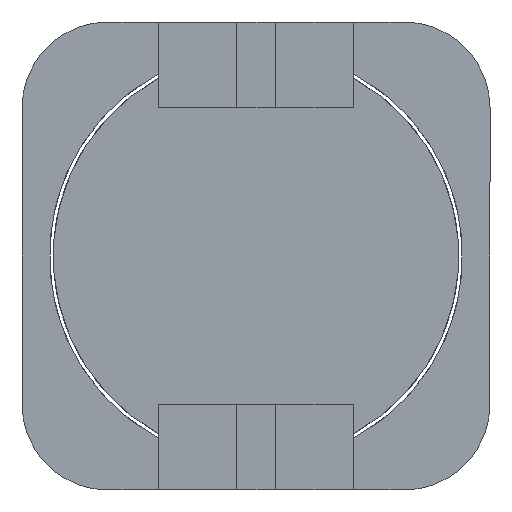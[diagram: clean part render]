
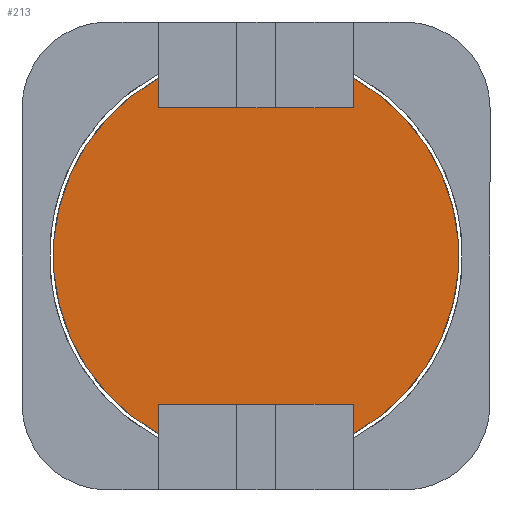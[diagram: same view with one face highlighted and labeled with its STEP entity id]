
A CAD part, front view. The second image highlights one B-rep face of the part: STEP entity #213.
In plain terms, the highlighted planar face has unit normal (0, -1, 0).
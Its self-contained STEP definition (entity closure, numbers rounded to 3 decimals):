
#14 = CIRCLE ( 'NONE', #85, 5.2 ) ;
#16 = CARTESIAN_POINT ( 'NONE',  ( 3.5, 0., 6. ) ) ;
#37 = LINE ( 'NONE', #1464, #980 ) ;
#49 = CARTESIAN_POINT ( 'NONE',  ( 3.5, 0., 6. ) ) ;
#51 = CARTESIAN_POINT ( 'NONE',  ( 8.5, 0., 2.2 ) ) ;
#53 = DIRECTION ( 'NONE',  ( 0., 0., 1. ) ) ;
#67 = LINE ( 'NONE', #1667, #601 ) ;
#85 = AXIS2_PLACEMENT_3D ( 'NONE', #1905, #2203, #433 ) ;
#128 = VERTEX_POINT ( 'NONE', #1781 ) ;
#139 = ORIENTED_EDGE ( 'NONE', *, *, #819, .F. ) ;
#192 = VERTEX_POINT ( 'NONE', #1951 ) ;
#213 = ADVANCED_FACE ( 'NONE', ( #1290 ), #604, .F. ) ;
#230 = AXIS2_PLACEMENT_3D ( 'NONE', #1483, #593, #53 ) ;
#271 = DIRECTION ( 'NONE',  ( 0., 1., 0. ) ) ;
#362 = CARTESIAN_POINT ( 'NONE',  ( -7.341, 0., 2.2 ) ) ;
#433 = DIRECTION ( 'NONE',  ( 0., 0., 1. ) ) ;
#455 = EDGE_CURVE ( 'NONE', #1985, #128, #1624, .T. ) ;
#504 = LINE ( 'NONE', #16, #1197 ) ;
#593 = DIRECTION ( 'NONE',  ( 0., 1., 0. ) ) ;
#601 = VECTOR ( 'NONE', #950, 1000. ) ;
#604 = PLANE ( 'NONE',  #629 ) ;
#611 = EDGE_CURVE ( 'NONE', #2106, #2255, #1088, .T. ) ;
#629 = AXIS2_PLACEMENT_3D ( 'NONE', #1501, #271, #1328 ) ;
#711 = DIRECTION ( 'NONE',  ( 0., 0., -1. ) ) ;
#819 = EDGE_CURVE ( 'NONE', #2106, #1419, #14, .T. ) ;
#854 = VECTOR ( 'NONE', #2037, 1000. ) ;
#906 = ORIENTED_EDGE ( 'NONE', *, *, #1791, .F. ) ;
#909 = CARTESIAN_POINT ( 'NONE',  ( 3.5, 0., 1.44 ) ) ;
#936 = EDGE_CURVE ( 'NONE', #192, #2082, #504, .T. ) ;
#950 = DIRECTION ( 'NONE',  ( 0., 0., 1. ) ) ;
#956 = EDGE_CURVE ( 'NONE', #128, #1968, #1432, .T. ) ;
#980 = VECTOR ( 'NONE', #1341, 1000. ) ;
#999 = ORIENTED_EDGE ( 'NONE', *, *, #936, .F. ) ;
#1009 = VECTOR ( 'NONE', #1795, 1000. ) ;
#1027 = EDGE_CURVE ( 'NONE', #1985, #192, #1558, .T. ) ;
#1069 = ORIENTED_EDGE ( 'NONE', *, *, #455, .T. ) ;
#1088 = LINE ( 'NONE', #1235, #1009 ) ;
#1115 = ORIENTED_EDGE ( 'NONE', *, *, #956, .T. ) ;
#1153 = CARTESIAN_POINT ( 'NONE',  ( 8.5, 0., 10.56 ) ) ;
#1197 = VECTOR ( 'NONE', #711, 1000. ) ;
#1213 = CARTESIAN_POINT ( 'NONE',  ( 8.5, 0., 9.8 ) ) ;
#1235 = CARTESIAN_POINT ( 'NONE',  ( 8.5, 0., 6. ) ) ;
#1259 = ORIENTED_EDGE ( 'NONE', *, *, #1991, .F. ) ;
#1281 = EDGE_LOOP ( 'NONE', ( #1479, #1069, #1115, #906, #139, #1872, #1259, #999 ) ) ;
#1290 = FACE_OUTER_BOUND ( 'NONE', #1281, .T. ) ;
#1328 = DIRECTION ( 'NONE',  ( 0., 0., 1. ) ) ;
#1341 = DIRECTION ( 'NONE',  ( 1., 0., 0. ) ) ;
#1383 = DIRECTION ( 'NONE',  ( 1., 0., 0. ) ) ;
#1419 = VERTEX_POINT ( 'NONE', #1563 ) ;
#1432 = LINE ( 'NONE', #362, #1491 ) ;
#1464 = CARTESIAN_POINT ( 'NONE',  ( -7.341, 0., 9.8 ) ) ;
#1479 = ORIENTED_EDGE ( 'NONE', *, *, #1027, .F. ) ;
#1483 = CARTESIAN_POINT ( 'NONE',  ( 6., 0., 6. ) ) ;
#1490 = CARTESIAN_POINT ( 'NONE',  ( 3.5, 0., 9.8 ) ) ;
#1491 = VECTOR ( 'NONE', #1383, 1000. ) ;
#1501 = CARTESIAN_POINT ( 'NONE',  ( 6., 0., 6. ) ) ;
#1558 = CIRCLE ( 'NONE', #230, 5.2 ) ;
#1563 = CARTESIAN_POINT ( 'NONE',  ( 8.5, 0., 1.44 ) ) ;
#1624 = LINE ( 'NONE', #49, #854 ) ;
#1667 = CARTESIAN_POINT ( 'NONE',  ( 8.5, 0., 6. ) ) ;
#1781 = CARTESIAN_POINT ( 'NONE',  ( 3.5, 0., 2.2 ) ) ;
#1791 = EDGE_CURVE ( 'NONE', #1419, #1968, #67, .T. ) ;
#1795 = DIRECTION ( 'NONE',  ( 0., 0., -1. ) ) ;
#1872 = ORIENTED_EDGE ( 'NONE', *, *, #611, .T. ) ;
#1905 = CARTESIAN_POINT ( 'NONE',  ( 6., 0., 6. ) ) ;
#1951 = CARTESIAN_POINT ( 'NONE',  ( 3.5, 0., 10.56 ) ) ;
#1968 = VERTEX_POINT ( 'NONE', #51 ) ;
#1985 = VERTEX_POINT ( 'NONE', #909 ) ;
#1991 = EDGE_CURVE ( 'NONE', #2082, #2255, #37, .T. ) ;
#2037 = DIRECTION ( 'NONE',  ( 0., 0., 1. ) ) ;
#2082 = VERTEX_POINT ( 'NONE', #1490 ) ;
#2106 = VERTEX_POINT ( 'NONE', #1153 ) ;
#2203 = DIRECTION ( 'NONE',  ( 0., 1., 0. ) ) ;
#2255 = VERTEX_POINT ( 'NONE', #1213 ) ;
